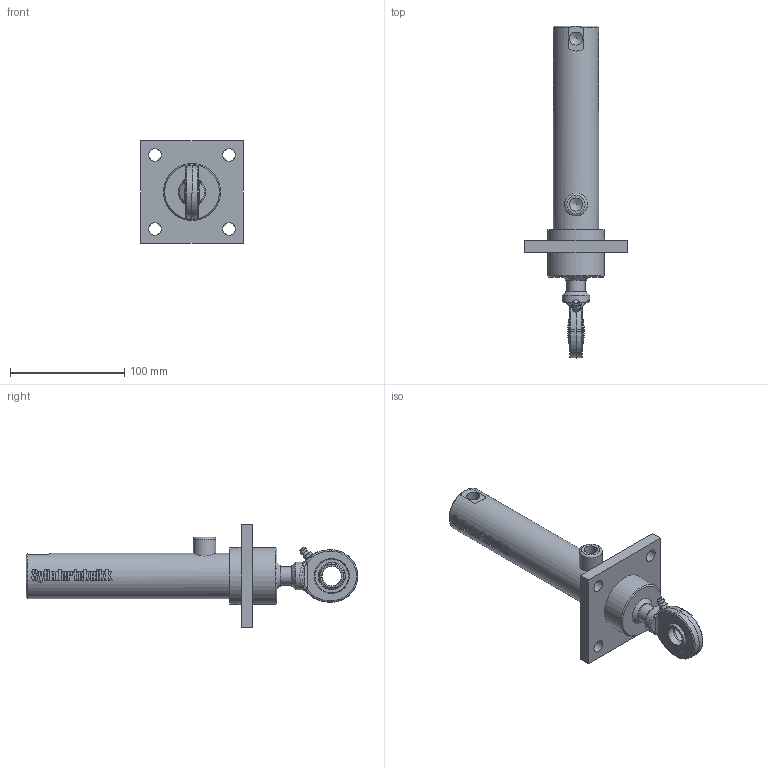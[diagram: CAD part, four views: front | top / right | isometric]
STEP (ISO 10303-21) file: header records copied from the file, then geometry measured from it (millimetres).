
FILE_DESCRIPTION((''),'2;1');
FILE_NAME('DVLF30_16 (2).stp','2010-04-15T08:49:06',('tribel'),(''),'Autodesk Inventor 2009','Autodesk Inventor 2009','');
FILE_SCHEMA(('AUTOMOTIVE_DESIGN { 1 0 10303 214 1 1 1 1 }'));
Length unit declared in the file: millimetre
Products named in the file (5): DVLF30_16 (2); DVLF30_16_body; DVLF30_16_stang; DVLF30_16_Parameters; K-WS17C
Assembly tree (4 placements, depth 2):
  DVLF30_16 (2)
    DVLF30_16_body
    DVLF30_16_stang
    DVLF30_16_Parameters
    K-WS17C
Bounding box: 90 x 291 x 90 mm (x, y, z)
Volume: 339005.6 mm3; surface area: 86498 mm2
Topology: 3 solids, 4 shells, 656 faces, 1709 edges, 1112 vertices
Faces by surface type: plane 318, bspline 189, cylinder 87, cone 44, torus 14, sphere 4
Full cylindrical faces by diameter (mm): 1.429 x2, 1.7 x2, 2.5 x1, 6 x1, 16 x2, 17 x2, 20 x1, 24 x1, 30 x4, 40 x1, 50 x2
Entity records: 52082 total; most frequent: CARTESIAN_POINT 37519, ORIENTED_EDGE 3236, DIRECTION 2296, EDGE_CURVE 1620, VERTEX_POINT 1080, AXIS2_PLACEMENT_3D 822, EDGE_LOOP 784, FACE_OUTER_BOUND 656
